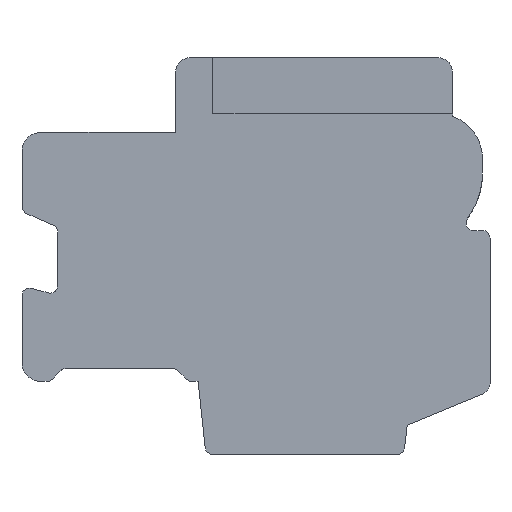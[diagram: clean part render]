
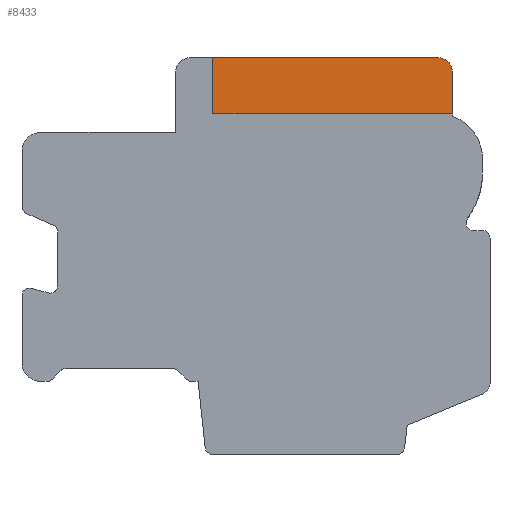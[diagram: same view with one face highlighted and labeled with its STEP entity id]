
A CAD part, front view. The second image highlights one B-rep face of the part: STEP entity #8433.
In plain terms, the highlighted planar face has unit normal (0, -1, 0).
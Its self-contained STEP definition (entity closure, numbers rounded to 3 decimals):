
#57=DIRECTION('',(-1.,0.,0.));
#58=VECTOR('',#57,6.);
#59=CARTESIAN_POINT('',(4.85,-43.5,5.3));
#60=LINE('',#59,#58);
#537=CARTESIAN_POINT('',(4.85,-43.5,4.9));
#538=DIRECTION('',(0.,1.,0.));
#539=DIRECTION('',(0.,0.,1.));
#540=AXIS2_PLACEMENT_3D('',#537,#538,#539);
#594=DIRECTION('',(0.,0.,-1.));
#595=VECTOR('',#594,1.1);
#596=CARTESIAN_POINT('',(5.25,-43.5,4.9));
#597=LINE('',#596,#595);
#2668=DIRECTION('',(0.,0.,1.));
#2669=VECTOR('',#2668,1.5);
#2670=CARTESIAN_POINT('',(-1.15,-43.5,3.8));
#2671=LINE('',#2670,#2669);
#2676=DIRECTION('',(-1.,0.,0.));
#2677=VECTOR('',#2676,6.4);
#2678=CARTESIAN_POINT('',(5.25,-43.5,3.8));
#2679=LINE('',#2678,#2677);
#5582=CARTESIAN_POINT('',(-1.15,-43.5,5.3));
#5584=VERTEX_POINT('',#5582);
#5586=CARTESIAN_POINT('',(4.85,-43.5,5.3));
#5587=VERTEX_POINT('',#5586);
#5588=CARTESIAN_POINT('',(5.25,-43.5,4.9));
#5589=VERTEX_POINT('',#5588);
#5590=CARTESIAN_POINT('',(5.25,-43.5,3.8));
#5591=VERTEX_POINT('',#5590);
#5594=CARTESIAN_POINT('',(-1.15,-43.5,3.8));
#5595=VERTEX_POINT('',#5594);
#8420=CARTESIAN_POINT('',(5.25,-43.5,3.8));
#8421=DIRECTION('',(0.,1.,0.));
#8422=DIRECTION('',(0.,0.,1.));
#8423=AXIS2_PLACEMENT_3D('',#8420,#8421,#8422);
#8424=PLANE('',#8423);
#8425=ORIENTED_EDGE('',*,*,#5844,.F.);
#8426=ORIENTED_EDGE('',*,*,#6341,.T.);
#8427=ORIENTED_EDGE('',*,*,#6415,.T.);
#8429=ORIENTED_EDGE('',*,*,#8428,.T.);
#8430=ORIENTED_EDGE('',*,*,#8412,.T.);
#8431=EDGE_LOOP('',(#8425,#8426,#8427,#8429,#8430));
#8432=FACE_OUTER_BOUND('',#8431,.F.);
#8433=ADVANCED_FACE('',(#8432),#8424,.F.);
#541=CIRCLE('',#540,0.4);
#5844=EDGE_CURVE('',#5587,#5584,#60,.T.);
#6341=EDGE_CURVE('',#5587,#5589,#541,.T.);
#6415=EDGE_CURVE('',#5589,#5591,#597,.T.);
#8412=EDGE_CURVE('',#5595,#5584,#2671,.T.);
#8428=EDGE_CURVE('',#5591,#5595,#2679,.T.);
